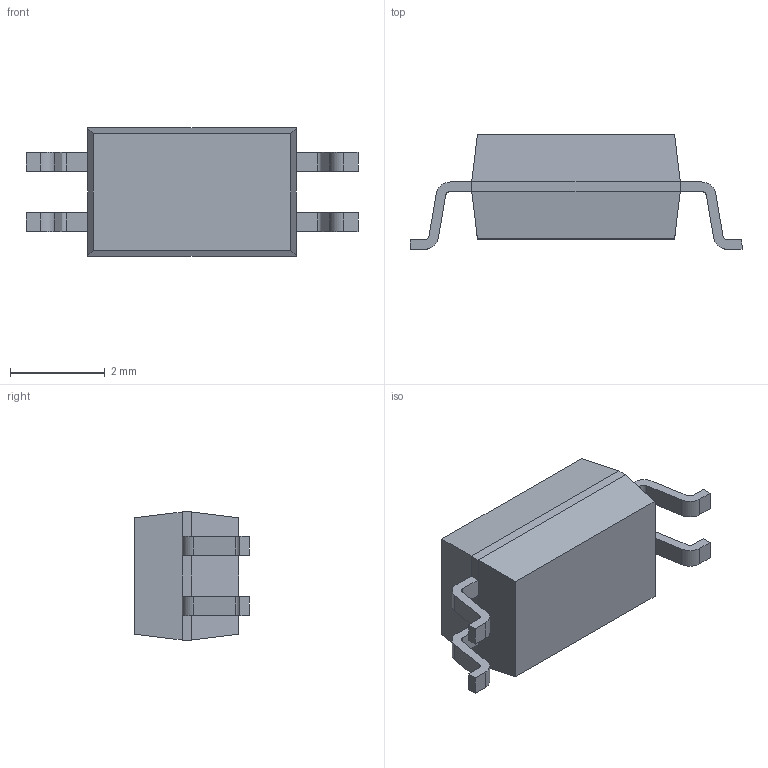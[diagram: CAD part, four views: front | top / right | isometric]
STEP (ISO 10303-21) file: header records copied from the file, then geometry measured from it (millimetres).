
FILE_DESCRIPTION (( 'STEP AP214' ), '1' );
FILE_NAME ('LTV-217-G.STEP', '2023-12-21T07:33:04', ( '' ), ( '' ), 'SwSTEP 2.0', 'SolidWorks 2021', '' );
FILE_SCHEMA (( 'AUTOMOTIVE_DESIGN' ));
Length unit declared in the file: millimetre
Products named in the file (1): LTV-217-G
Bounding box: 7 x 2.42 x 2.7 mm (x, y, z)
Volume: 25.1 mm3; surface area: 62.6 mm2
Topology: 6 solids, 6 shells, 77 faces, 184 edges, 120 vertices
Faces by surface type: plane 57, cylinder 20
Entity records: 2293 total; most frequent: CARTESIAN_POINT 382, DIRECTION 380, ORIENTED_EDGE 368, EDGE_CURVE 184, VECTOR 144, LINE 144, VERTEX_POINT 120, AXIS2_PLACEMENT_3D 118
